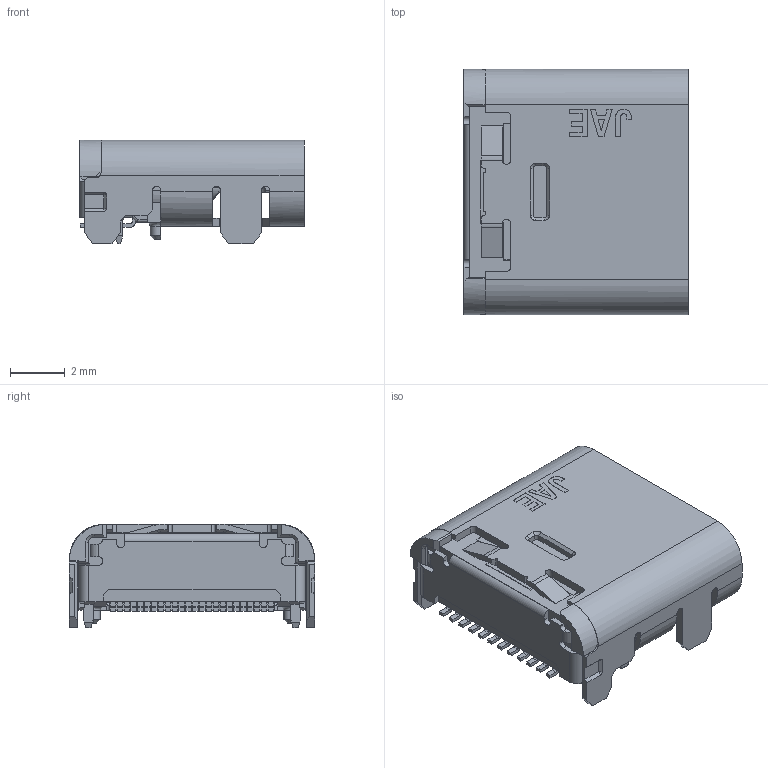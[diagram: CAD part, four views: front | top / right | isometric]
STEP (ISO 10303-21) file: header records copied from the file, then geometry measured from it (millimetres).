
FILE_DESCRIPTION (( 'STEP AP214' ), '1' );
FILE_NAME ('jaetypec_newcoordinate.STEP', '2016-01-06T05:28:20', ( '' ), ( '' ), 'SwSTEP 2.0', 'SolidWorks 2016', '' );
FILE_SCHEMA (( 'AUTOMOTIVE_DESIGN' ));
Length unit declared in the file: millimetre
Products named in the file (1): jaetypec_newcoordinate
Bounding box: 8.17 x 8.94 x 3.77 mm (x, y, z)
Volume: 134.2 mm3; surface area: 475.4 mm2
Topology: 1 solids, 1 shells, 839 faces, 2377 edges, 1531 vertices
Faces by surface type: plane 539, cylinder 219, bspline 48, cone 33
Entity records: 28870 total; most frequent: CARTESIAN_POINT 8192, ORIENTED_EDGE 4722, DIRECTION 3645, EDGE_CURVE 2361, LINE 1605, VECTOR 1605, VERTEX_POINT 1531, AXIS2_PLACEMENT_3D 1020
